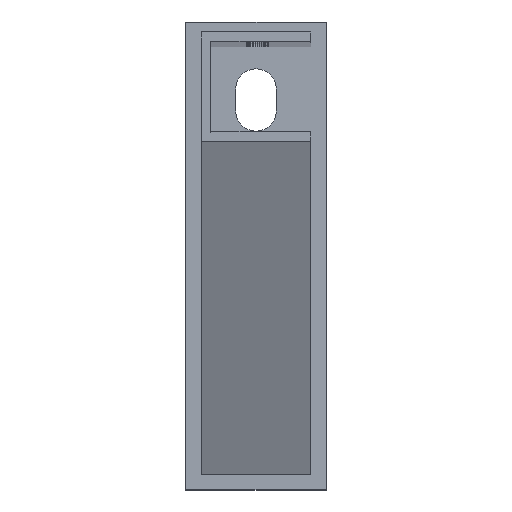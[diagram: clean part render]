
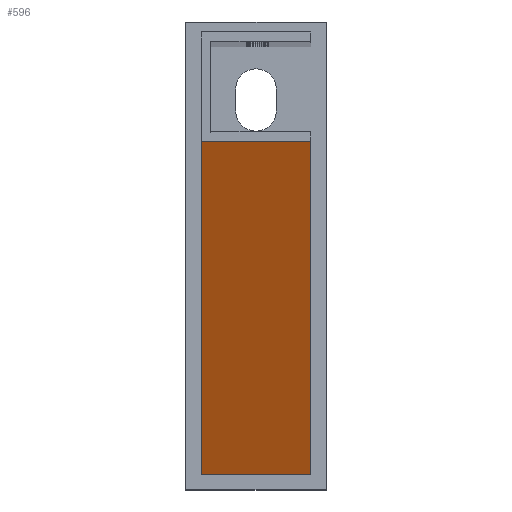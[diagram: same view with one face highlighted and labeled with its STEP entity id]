
A CAD part, top view. The second image highlights one B-rep face of the part: STEP entity #596.
In plain terms, the highlighted planar face has unit normal (0, -0.995, 0.101).
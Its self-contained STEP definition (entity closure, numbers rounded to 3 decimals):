
#93 = VERTEX_POINT ( 'NONE', #715 ) ;
#431 = LINE ( 'NONE', #2437, #3190 ) ;
#591 = ORIENTED_EDGE ( 'NONE', *, *, #1699, .F. ) ;
#596 = ADVANCED_FACE ( 'NONE', ( #2194 ), #3159, .T. ) ;
#715 = CARTESIAN_POINT ( 'NONE',  ( 5., 5., 6. ) ) ;
#1384 = CARTESIAN_POINT ( 'NONE',  ( 0., 4.343, -0.443 ) ) ;
#1428 = EDGE_CURVE ( 'NONE', #3040, #1756, #1749, .T. ) ;
#1505 = DIRECTION ( 'NONE',  ( 1., 0., 0. ) ) ;
#1699 = EDGE_CURVE ( 'NONE', #4520, #3040, #5501, .T. ) ;
#1749 = LINE ( 'NONE', #3953, #2630 ) ;
#1756 = VERTEX_POINT ( 'NONE', #3411 ) ;
#2194 = FACE_OUTER_BOUND ( 'NONE', #5233, .T. ) ;
#2251 = AXIS2_PLACEMENT_3D ( 'NONE', #1384, #5289, #3941 ) ;
#2414 = CARTESIAN_POINT ( 'NONE',  ( 5., 110., 1036. ) ) ;
#2437 = CARTESIAN_POINT ( 'NONE',  ( 5., 110., 1036. ) ) ;
#2455 = CARTESIAN_POINT ( 'NONE',  ( 40., 110., 1036. ) ) ;
#2606 = DIRECTION ( 'NONE',  ( 0., -0.101, -0.995 ) ) ;
#2630 = VECTOR ( 'NONE', #2606, 1000. ) ;
#2717 = VECTOR ( 'NONE', #2945, 1000. ) ;
#2741 = CARTESIAN_POINT ( 'NONE',  ( 40., 110., 1036. ) ) ;
#2945 = DIRECTION ( 'NONE',  ( 1., 0., 0. ) ) ;
#3040 = VERTEX_POINT ( 'NONE', #2741 ) ;
#3151 = EDGE_CURVE ( 'NONE', #93, #1756, #3227, .T. ) ;
#3159 = PLANE ( 'NONE',  #2251 ) ;
#3190 = VECTOR ( 'NONE', #3327, 1000. ) ;
#3227 = LINE ( 'NONE', #4981, #4663 ) ;
#3268 = ORIENTED_EDGE ( 'NONE', *, *, #3934, .T. ) ;
#3327 = DIRECTION ( 'NONE',  ( 0., -0.101, -0.995 ) ) ;
#3411 = CARTESIAN_POINT ( 'NONE',  ( 40., 5., 6. ) ) ;
#3933 = ORIENTED_EDGE ( 'NONE', *, *, #1428, .F. ) ;
#3934 = EDGE_CURVE ( 'NONE', #4520, #93, #431, .T. ) ;
#3941 = DIRECTION ( 'NONE',  ( 0., -0.101, -0.995 ) ) ;
#3953 = CARTESIAN_POINT ( 'NONE',  ( 40., 110., 1036. ) ) ;
#4520 = VERTEX_POINT ( 'NONE', #2414 ) ;
#4663 = VECTOR ( 'NONE', #1505, 1000. ) ;
#4981 = CARTESIAN_POINT ( 'NONE',  ( 5., 5., 6. ) ) ;
#5233 = EDGE_LOOP ( 'NONE', ( #3268, #5573, #3933, #591 ) ) ;
#5289 = DIRECTION ( 'NONE',  ( 0., -0.995, 0.101 ) ) ;
#5501 = LINE ( 'NONE', #2455, #2717 ) ;
#5573 = ORIENTED_EDGE ( 'NONE', *, *, #3151, .T. ) ;
